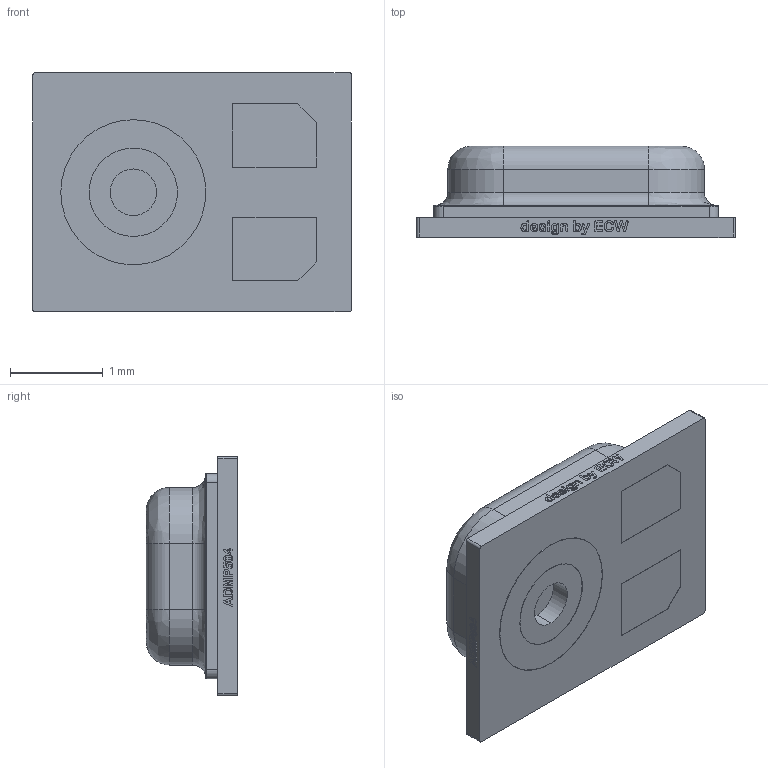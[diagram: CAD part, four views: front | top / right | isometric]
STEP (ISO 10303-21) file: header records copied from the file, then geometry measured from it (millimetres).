
FILE_DESCRIPTION (( 'STEP AP214' ), '1' );
FILE_NAME ('User Library-ADMP504_ws.STEP', '2014-02-07T17:12:34', ( 'Windows User' ), ( '' ), 'SwSTEP 2.0', 'SolidWorks 2014', '' );
FILE_SCHEMA (( 'AUTOMOTIVE_DESIGN' ));
Length unit declared in the file: centimetre
Products named in the file (10): User Library-ADMP504_ws_ECW_string; User Library-ADMP504_ws_marking; User Library-ADMP504_ws_DOT; User Library-ADMP504_ws_TOP3; User Library-ADMP504_ws_TOP2; User Library-ADMP504_ws_TOP33; User Library-ADMP504_ws_TOP22; User Library-ADMP504_ws_TOP1; User Library-ADMP504_ws_BODY; User Library-ADMP504_ws
Assembly tree (12 placements, depth 3):
  User Library-ADMP504_ws
    User Library-ADMP504_ws_BODY
    User Library-ADMP504_ws_TOP1
    User Library-ADMP504_ws_TOP2
      User Library-ADMP504_ws_TOP22
      User Library-ADMP504_ws_TOP33  x4
    User Library-ADMP504_ws_TOP3
    User Library-ADMP504_ws_DOT
    User Library-ADMP504_ws_marking
    User Library-ADMP504_ws_ECW_string
Bounding box: 3.43 x 0.99 x 2.58 mm (x, y, z)
Volume: 5.8 mm3; surface area: 63.3 mm2
Topology: 27 solids, 28 shells, 629 faces, 1705 edges, 1134 vertices
Faces by surface type: bspline 388, plane 206, cylinder 35
Entity records: 27012 total; most frequent: CARTESIAN_POINT 6936, ORIENTED_EDGE 3316, EDGE_CURVE 1660, DIRECTION 1438, VERTEX_POINT 1104, VECTOR 828, LINE 828, B_SPLINE_CURVE_WITH_KNOTS 763
